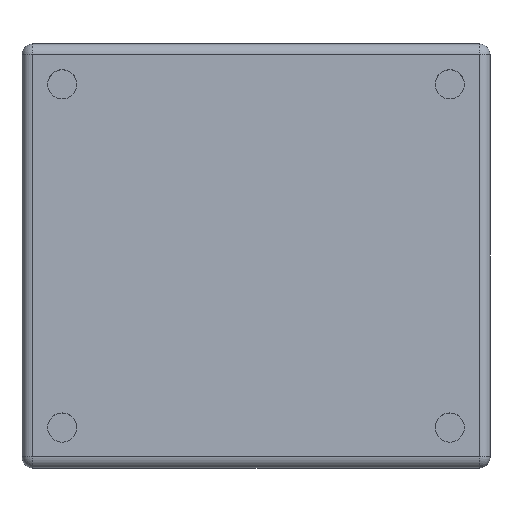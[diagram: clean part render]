
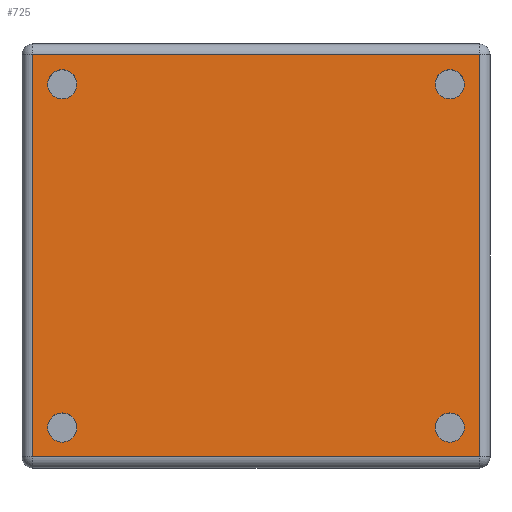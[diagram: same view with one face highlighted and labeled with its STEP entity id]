
A CAD part, front view. The second image highlights one B-rep face of the part: STEP entity #725.
In plain terms, the highlighted planar face has unit normal (0, -0.999, 0.052).
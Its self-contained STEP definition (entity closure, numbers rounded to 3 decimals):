
#46=FACE_BOUND('',#122,.T.);
#47=FACE_BOUND('',#123,.T.);
#48=FACE_BOUND('',#124,.T.);
#49=FACE_BOUND('',#125,.T.);
#66=FACE_OUTER_BOUND('',#121,.T.);
#121=EDGE_LOOP('',(#570,#571,#572,#573));
#122=EDGE_LOOP('',(#574));
#123=EDGE_LOOP('',(#575));
#124=EDGE_LOOP('',(#576));
#125=EDGE_LOOP('',(#577));
#177=CIRCLE('',#808,4.);
#178=CIRCLE('',#809,4.);
#179=CIRCLE('',#810,4.);
#180=CIRCLE('',#811,4.);
#238=LINE('',#1227,#297);
#239=LINE('',#1229,#298);
#240=LINE('',#1231,#299);
#241=LINE('',#1232,#300);
#297=VECTOR('',#975,10.);
#298=VECTOR('',#976,10.);
#299=VECTOR('',#977,10.);
#300=VECTOR('',#978,10.);
#362=VERTEX_POINT('',#1225);
#363=VERTEX_POINT('',#1226);
#364=VERTEX_POINT('',#1228);
#365=VERTEX_POINT('',#1230);
#366=VERTEX_POINT('',#1233);
#367=VERTEX_POINT('',#1235);
#368=VERTEX_POINT('',#1237);
#369=VERTEX_POINT('',#1239);
#439=EDGE_CURVE('',#362,#363,#238,.T.);
#440=EDGE_CURVE('',#364,#362,#239,.T.);
#441=EDGE_CURVE('',#365,#364,#240,.T.);
#442=EDGE_CURVE('',#363,#365,#241,.T.);
#443=EDGE_CURVE('',#366,#366,#177,.T.);
#444=EDGE_CURVE('',#367,#367,#178,.T.);
#445=EDGE_CURVE('',#368,#368,#179,.T.);
#446=EDGE_CURVE('',#369,#369,#180,.T.);
#570=ORIENTED_EDGE('',*,*,#439,.F.);
#571=ORIENTED_EDGE('',*,*,#440,.F.);
#572=ORIENTED_EDGE('',*,*,#441,.F.);
#573=ORIENTED_EDGE('',*,*,#442,.F.);
#574=ORIENTED_EDGE('',*,*,#443,.T.);
#575=ORIENTED_EDGE('',*,*,#444,.T.);
#576=ORIENTED_EDGE('',*,*,#445,.T.);
#577=ORIENTED_EDGE('',*,*,#446,.T.);
#697=PLANE('',#807);
#725=ADVANCED_FACE('',(#66,#46,#47,#48,#49),#697,.T.);
#807=AXIS2_PLACEMENT_3D('',#1224,#973,#974);
#808=AXIS2_PLACEMENT_3D('',#1234,#979,#980);
#809=AXIS2_PLACEMENT_3D('',#1236,#981,#982);
#810=AXIS2_PLACEMENT_3D('',#1238,#983,#984);
#811=AXIS2_PLACEMENT_3D('',#1240,#985,#986);
#973=DIRECTION('center_axis',(0.,-0.999,0.052));
#974=DIRECTION('ref_axis',(0.,-0.052,-0.999));
#975=DIRECTION('',(1.,0.,0.));
#976=DIRECTION('',(0.,0.052,0.999));
#977=DIRECTION('',(-1.,0.,0.));
#978=DIRECTION('',(0.,-0.052,-0.999));
#979=DIRECTION('center_axis',(0.,0.999,-0.052));
#980=DIRECTION('ref_axis',(1.,0.,0.));
#981=DIRECTION('center_axis',(0.,0.999,-0.052));
#982=DIRECTION('ref_axis',(1.,0.,0.));
#983=DIRECTION('center_axis',(0.,0.999,-0.052));
#984=DIRECTION('ref_axis',(1.,0.,0.));
#985=DIRECTION('center_axis',(0.,0.999,-0.052));
#986=DIRECTION('ref_axis',(1.,0.,0.));
#1224=CARTESIAN_POINT('Origin',(0.,-10.049,
-0.17));
#1225=CARTESIAN_POINT('',(-61.,-7.149,55.157));
#1226=CARTESIAN_POINT('',(61.,-7.149,55.157));
#1227=CARTESIAN_POINT('',(0.,-7.149,55.157));
#1228=CARTESIAN_POINT('',(-61.,-12.914,-54.843));
#1229=CARTESIAN_POINT('',(-61.,-10.041,-0.026));
#1230=CARTESIAN_POINT('',(61.,-12.914,-54.843));
#1231=CARTESIAN_POINT('',(0.,-12.914,-54.843));
#1232=CARTESIAN_POINT('',(61.,-10.041,-0.026));
#1233=CARTESIAN_POINT('',(49.,-7.579,46.961));
#1234=CARTESIAN_POINT('Origin',(53.,-7.579,46.961));
#1235=CARTESIAN_POINT('',(49.,-12.498,-46.91));
#1236=CARTESIAN_POINT('Origin',(53.,-12.498,-46.91));
#1237=CARTESIAN_POINT('',(-57.,-7.579,46.961));
#1238=CARTESIAN_POINT('Origin',(-53.,-7.579,46.961));
#1239=CARTESIAN_POINT('',(-57.,-12.498,-46.91));
#1240=CARTESIAN_POINT('Origin',(-53.,-12.498,-46.91));
